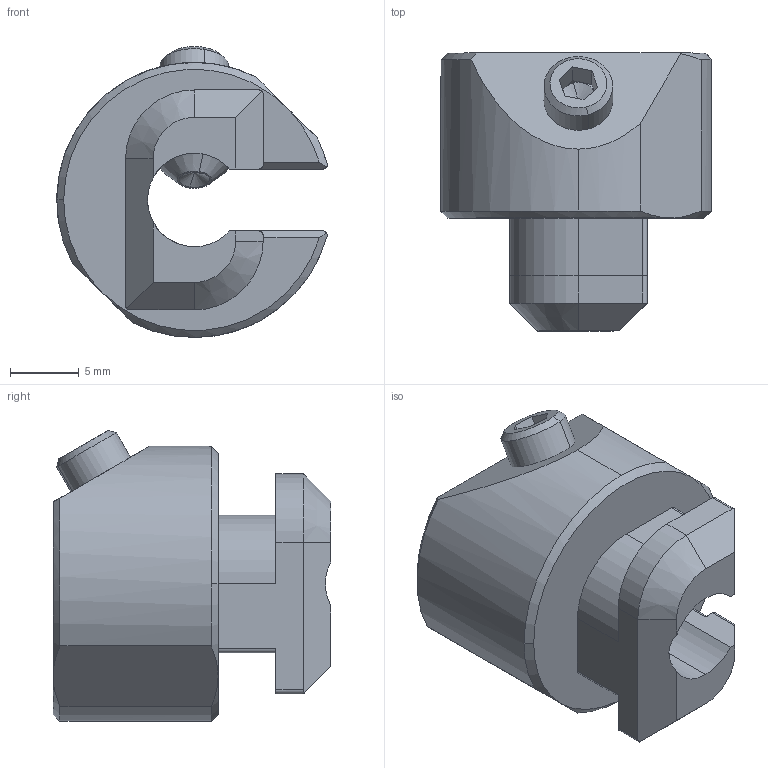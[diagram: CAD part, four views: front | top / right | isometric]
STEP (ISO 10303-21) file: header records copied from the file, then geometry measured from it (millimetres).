
FILE_DESCRIPTION (( 'STEP AP203' ), '1' );
FILE_NAME ('6.41.10.04.01.STEP', '2014-11-06T05:39:16', ( 'USER' ), ( 'Microsoft' ), 'SwSTEP 2.0', 'SolidWorks 2012', '' );
FILE_SCHEMA (( 'CONFIG_CONTROL_DESIGN' ));
Length unit declared in the file: millimetre
Products named in the file (1): 6.41.10.04.01
Bounding box: 19.66 x 20.2 x 21.16 mm (x, y, z)
Surface area: 2254.3 mm2 (no closed solid volume)
Topology: 0 solids, 2 shells, 80 faces, 215 edges, 135 vertices
Faces by surface type: plane 38, cylinder 24, cone 18
Entity records: 2648 total; most frequent: CARTESIAN_POINT 630, ORIENTED_EDGE 418, DIRECTION 394, EDGE_CURVE 211, AXIS2_PLACEMENT_3D 139, VERTEX_POINT 135, VECTOR 116, LINE 116
